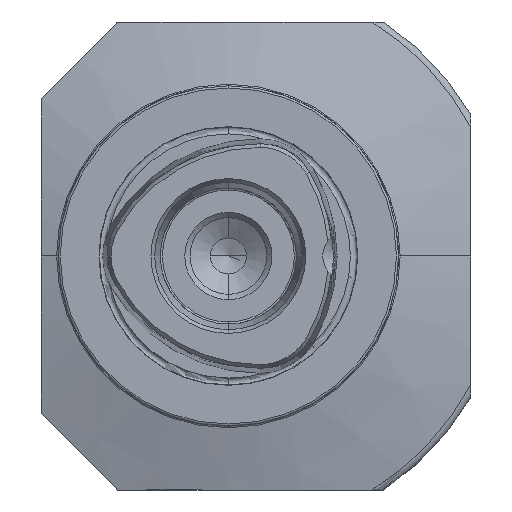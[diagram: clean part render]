
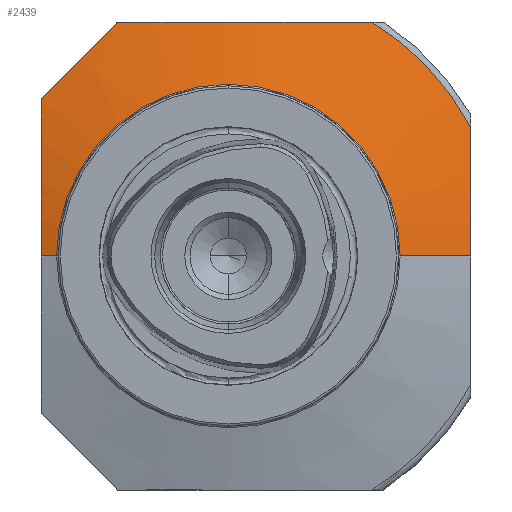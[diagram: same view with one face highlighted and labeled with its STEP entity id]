
A CAD part, left-side view. The second image highlights one B-rep face of the part: STEP entity #2439.
In plain terms, the highlighted conical face has half-angle 75 degrees and reference radius 66 mm.
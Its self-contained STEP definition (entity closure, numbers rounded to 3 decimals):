
#223 = VERTEX_POINT ( 'NONE', #2085 ) ;
#380 = CARTESIAN_POINT ( 'NONE',  ( 34.555, -57., 0. ) ) ;
#415 = VERTEX_POINT ( 'NONE', #3064 ) ;
#418 = CARTESIAN_POINT ( 'NONE',  ( 36.569, -33.727, 55. ) ) ;
#459 = CARTESIAN_POINT ( 'NONE',  ( 34.555, -57., 5.031 ) ) ;
#663 = DIRECTION ( 'NONE',  ( 0., -1., 0. ) ) ;
#676 = DIRECTION ( 'NONE',  ( 1., 0., 0. ) ) ;
#693 = CARTESIAN_POINT ( 'NONE',  ( 30.099, 0., 0. ) ) ;
#779 = CIRCLE ( 'NONE', #3289, 64.518 ) ;
#827 = CARTESIAN_POINT ( 'NONE',  ( 34.158, 44., 33.937 ) ) ;
#871 = VECTOR ( 'NONE', #6319, 1000. ) ;
#979 = CARTESIAN_POINT ( 'NONE',  ( 34.736, -57., 10.066 ) ) ;
#1098 = CIRCLE ( 'NONE', #2068, 40.371 ) ;
#1328 = LINE ( 'NONE', #5206, #871 ) ;
#1363 = VERTEX_POINT ( 'NONE', #7433 ) ;
#1511 = VERTEX_POINT ( 'NONE', #6574 ) ;
#1879 = CARTESIAN_POINT ( 'NONE',  ( 34.686, 44., 37. ) ) ;
#2054 = CARTESIAN_POINT ( 'NONE',  ( 33.666, 44., 30.866 ) ) ;
#2068 = AXIS2_PLACEMENT_3D ( 'NONE', #693, #676, #663 ) ;
#2085 = CARTESIAN_POINT ( 'NONE',  ( 30.099, -40.371, 0. ) ) ;
#2144 = CARTESIAN_POINT ( 'NONE',  ( 33.005, 44., 26.242 ) ) ;
#2154 = EDGE_CURVE ( 'NONE', #1511, #223, #1098, .T. ) ;
#2213 = B_SPLINE_CURVE_WITH_KNOTS ( 'NONE', 3,
 ( #7117, #7213, #7062, #7053, #7023, #7009 ),
 .UNSPECIFIED., .F., .F.,
 ( 4, 2, 4 ),
 ( 0., 0.013, 0.025 ),
 .UNSPECIFIED. ) ;
#2382 = B_SPLINE_CURVE_WITH_KNOTS ( 'NONE', 3,
 ( #1879, #827, #2054, #2144, #2474, #2580, #2605, #3097, #3052, #2644, #3173, #3185 ),
 .UNSPECIFIED., .F., .F.,
 ( 4, 2, 2, 2, 2, 4 ),
 ( 0.124, 0.133, 0.138, 0.142, 0.152, 0.161 ),
 .UNSPECIFIED. ) ;
#2383 = EDGE_CURVE ( 'NONE', #223, #415, #6833, .T. ) ;
#2439 = ADVANCED_FACE ( 'NONE', ( #4808 ), #3287, .T. ) ;
#2474 = CARTESIAN_POINT ( 'NONE',  ( 32.797, 44., 24.697 ) ) ;
#2580 = CARTESIAN_POINT ( 'NONE',  ( 32.412, 44., 21.609 ) ) ;
#2605 = CARTESIAN_POINT ( 'NONE',  ( 32.234, 44., 20.065 ) ) ;
#2644 = CARTESIAN_POINT ( 'NONE',  ( 31.16, 44., 6.172 ) ) ;
#3052 = CARTESIAN_POINT ( 'NONE',  ( 31.5, 44., 12.346 ) ) ;
#3064 = CARTESIAN_POINT ( 'NONE',  ( 34.555, -57., 0. ) ) ;
#3097 = CARTESIAN_POINT ( 'NONE',  ( 31.753, 44., 15.433 ) ) ;
#3173 = CARTESIAN_POINT ( 'NONE',  ( 31.072, 44., 3.086 ) ) ;
#3185 = CARTESIAN_POINT ( 'NONE',  ( 31.072, 44., 0. ) ) ;
#3229 = EDGE_LOOP ( 'NONE', ( #6234, #6115, #6018, #6005, #5899, #5844, #5622, #5561 ) ) ;
#3287 = CONICAL_SURFACE ( 'NONE', #8595, 66., 1.309 ) ;
#3289 = AXIS2_PLACEMENT_3D ( 'NONE', #4985, #4968, #4933 ) ;
#4516 = VERTEX_POINT ( 'NONE', #5274 ) ;
#4653 = EDGE_CURVE ( 'NONE', #415, #1363, #5687, .T. ) ;
#4808 = FACE_OUTER_BOUND ( 'NONE', #3229, .T. ) ;
#4933 = DIRECTION ( 'NONE',  ( 0., -1., 0. ) ) ;
#4968 = DIRECTION ( 'NONE',  ( -1., 0., 0. ) ) ;
#4985 = CARTESIAN_POINT ( 'NONE',  ( 36.569, 0., 0. ) ) ;
#5112 = EDGE_CURVE ( 'NONE', #1363, #5579, #779, .T. ) ;
#5206 = CARTESIAN_POINT ( 'NONE',  ( 36.967, 66., 0. ) ) ;
#5274 = CARTESIAN_POINT ( 'NONE',  ( 35.583, 26., 55. ) ) ;
#5561 = ORIENTED_EDGE ( 'NONE', *, *, #6864, .F. ) ;
#5579 = VERTEX_POINT ( 'NONE', #418 ) ;
#5622 = ORIENTED_EDGE ( 'NONE', *, *, #6514, .T. ) ;
#5669 = EDGE_CURVE ( 'NONE', #5579, #4516, #7205, .T. ) ;
#5687 = B_SPLINE_CURVE_WITH_KNOTS ( 'NONE', 3,
 ( #380, #459, #979, #8628, #8615, #8610 ),
 .UNSPECIFIED., .F., .F.,
 ( 4, 2, 4 ),
 ( 0.112, 0.127, 0.143 ),
 .UNSPECIFIED. ) ;
#5844 = ORIENTED_EDGE ( 'NONE', *, *, #5973, .T. ) ;
#5899 = ORIENTED_EDGE ( 'NONE', *, *, #5669, .T. ) ;
#5901 = CARTESIAN_POINT ( 'NONE',  ( 35.583, 26., 55. ) ) ;
#5973 = EDGE_CURVE ( 'NONE', #4516, #5991, #2213, .T. ) ;
#5980 = CARTESIAN_POINT ( 'NONE',  ( 35.014, 21.036, 55. ) ) ;
#5991 = VERTEX_POINT ( 'NONE', #6844 ) ;
#6005 = ORIENTED_EDGE ( 'NONE', *, *, #5112, .T. ) ;
#6018 = ORIENTED_EDGE ( 'NONE', *, *, #4653, .T. ) ;
#6110 = CARTESIAN_POINT ( 'NONE',  ( 34.58, 16.069, 55. ) ) ;
#6115 = ORIENTED_EDGE ( 'NONE', *, *, #2383, .T. ) ;
#6135 = CARTESIAN_POINT ( 'NONE',  ( 34.423, -13.791, 55. ) ) ;
#6189 = CARTESIAN_POINT ( 'NONE',  ( 34.053, 6.127, 55. ) ) ;
#6206 = CARTESIAN_POINT ( 'NONE',  ( 34.148, -8.807, 55. ) ) ;
#6234 = ORIENTED_EDGE ( 'NONE', *, *, #2154, .T. ) ;
#6238 = CARTESIAN_POINT ( 'NONE',  ( 33.962, 1.152, 55. ) ) ;
#6300 = CARTESIAN_POINT ( 'NONE',  ( 35.07, -21.272, 55. ) ) ;
#6319 = DIRECTION ( 'NONE',  ( 0.259, 0.966, 0. ) ) ;
#6321 = CARTESIAN_POINT ( 'NONE',  ( 35.325, -23.768, 55. ) ) ;
#6451 = DIRECTION ( 'NONE',  ( 0., 1., 0. ) ) ;
#6500 = CARTESIAN_POINT ( 'NONE',  ( 36.967, 0., 0. ) ) ;
#6514 = EDGE_CURVE ( 'NONE', #5991, #6829, #2382, .T. ) ;
#6568 = CARTESIAN_POINT ( 'NONE',  ( 36.222, -31.244, 55. ) ) ;
#6574 = CARTESIAN_POINT ( 'NONE',  ( 30.099, 40.371, 0. ) ) ;
#6599 = CARTESIAN_POINT ( 'NONE',  ( 35.901, -28.756, 55. ) ) ;
#6672 = DIRECTION ( 'NONE',  ( 1., 0., 0. ) ) ;
#6829 = VERTEX_POINT ( 'NONE', #8437 ) ;
#6833 = LINE ( 'NONE', #7965, #7848 ) ;
#6844 = CARTESIAN_POINT ( 'NONE',  ( 34.686, 44., 37. ) ) ;
#6864 = EDGE_CURVE ( 'NONE', #1511, #6829, #1328, .T. ) ;
#7009 = CARTESIAN_POINT ( 'NONE',  ( 34.686, 44., 37. ) ) ;
#7023 = CARTESIAN_POINT ( 'NONE',  ( 34.588, 40.994, 40.006 ) ) ;
#7053 = CARTESIAN_POINT ( 'NONE',  ( 34.617, 37.991, 43.009 ) ) ;
#7062 = CARTESIAN_POINT ( 'NONE',  ( 34.924, 31.991, 49.009 ) ) ;
#7117 = CARTESIAN_POINT ( 'NONE',  ( 35.583, 26., 55. ) ) ;
#7205 = B_SPLINE_CURVE_WITH_KNOTS ( 'NONE', 3,
 ( #7287, #6568, #6599, #6321, #6300, #6135, #6206, #6238, #6189, #6110, #5980, #5901 ),
 .UNSPECIFIED., .F., .F.,
 ( 4, 2, 2, 2, 2, 4 ),
 ( 0.054, 0.061, 0.069, 0.084, 0.099, 0.114 ),
 .UNSPECIFIED. ) ;
#7213 = CARTESIAN_POINT ( 'NONE',  ( 35.201, 28.994, 52.006 ) ) ;
#7287 = CARTESIAN_POINT ( 'NONE',  ( 36.569, -33.727, 55. ) ) ;
#7418 = DIRECTION ( 'NONE',  ( 0.259, -0.966, 0. ) ) ;
#7433 = CARTESIAN_POINT ( 'NONE',  ( 36.569, -57., 30.225 ) ) ;
#7848 = VECTOR ( 'NONE', #7418, 1000. ) ;
#7965 = CARTESIAN_POINT ( 'NONE',  ( 36.967, -66., 0. ) ) ;
#8437 = CARTESIAN_POINT ( 'NONE',  ( 31.072, 44., 0. ) ) ;
#8595 = AXIS2_PLACEMENT_3D ( 'NONE', #6500, #6672, #6451 ) ;
#8610 = CARTESIAN_POINT ( 'NONE',  ( 36.569, -57., 30.225 ) ) ;
#8615 = CARTESIAN_POINT ( 'NONE',  ( 35.936, -57., 25.182 ) ) ;
#8628 = CARTESIAN_POINT ( 'NONE',  ( 35.428, -57., 20.141 ) ) ;
